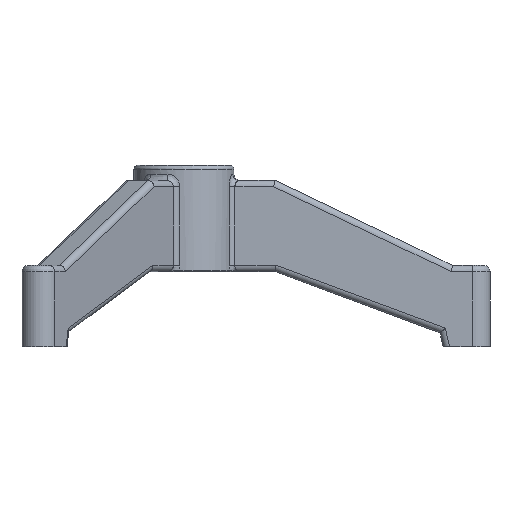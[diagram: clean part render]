
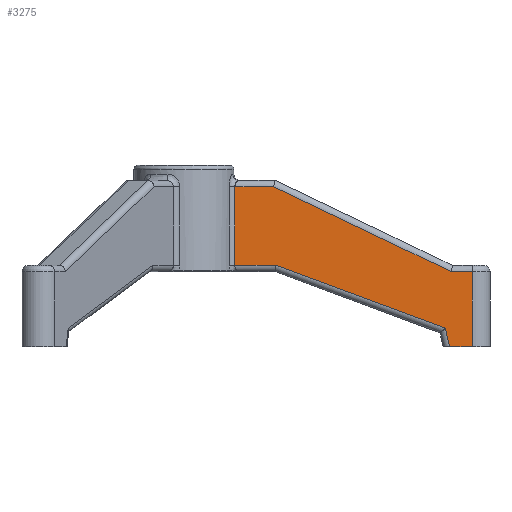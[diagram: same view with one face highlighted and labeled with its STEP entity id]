
A CAD part, left-side view. The second image highlights one B-rep face of the part: STEP entity #3275.
In plain terms, the highlighted planar face has unit normal (-1, 0, 0).
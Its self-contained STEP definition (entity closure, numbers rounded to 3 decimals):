
#91=CARTESIAN_POINT('',(-14.006,-213.865,-85.));
#92=VERTEX_POINT('',#91);
#107=CARTESIAN_POINT('',(-14.006,-230.994,-85.));
#108=VERTEX_POINT('',#107);
#109=CARTESIAN_POINT('',(-14.006,-230.994,-85.));
#110=DIRECTION('',(0.,1.0,0.0));
#111=VECTOR('',#110,17.13);
#112=LINE('',#109,#111);
#113=EDGE_CURVE('',#108,#92,#112,.T.);
#138=CARTESIAN_POINT('',(-14.006,-71.865,-17.));
#139=VERTEX_POINT('',#138);
#154=CARTESIAN_POINT('',(-14.006,-71.865,-17.));
#155=DIRECTION('',(0.,-0.902,-0.432));
#156=VECTOR('',#155,157.442);
#157=LINE('',#154,#156);
#158=EDGE_CURVE('',#139,#92,#157,.T.);
#215=CARTESIAN_POINT('',(-14.006,-230.994,-145.0));
#216=VERTEX_POINT('',#215);
#239=CARTESIAN_POINT('',(-14.006,-230.994,-85.));
#240=DIRECTION('',(0.0,0.0,-1.0));
#241=VECTOR('',#240,60.);
#242=LINE('',#239,#241);
#243=EDGE_CURVE('',#108,#216,#242,.T.);
#488=CARTESIAN_POINT('',(-14.006,-209.276,-130.254));
#489=VERTEX_POINT('',#488);
#502=CARTESIAN_POINT('',(-14.006,-73.898,-80.0));
#503=VERTEX_POINT('',#502);
#504=CARTESIAN_POINT('',(-14.006,-209.276,-130.254));
#505=DIRECTION('',(0.,0.937,0.348));
#506=VECTOR('',#505,144.405);
#507=LINE('',#504,#506);
#508=EDGE_CURVE('',#489,#503,#507,.T.);
#538=CARTESIAN_POINT('',(-14.006,-212.628,-145.0));
#539=VERTEX_POINT('',#538);
#547=CARTESIAN_POINT('',(-14.006,-212.628,-145.0));
#548=DIRECTION('',(0.,0.222,0.975));
#549=VECTOR('',#548,15.122);
#550=LINE('',#547,#549);
#551=EDGE_CURVE('',#539,#489,#550,.T.);
#562=CARTESIAN_POINT('',(-14.006,-212.628,-145.));
#563=DIRECTION('',(0.,-1.0,0.0));
#564=VECTOR('',#563,18.367);
#565=LINE('',#562,#564);
#566=EDGE_CURVE('',#539,#216,#565,.T.);
#3216=CARTESIAN_POINT('',(-14.006,-40.789,-80.0));
#3217=VERTEX_POINT('',#3216);
#3218=CARTESIAN_POINT('',(-14.006,-40.789,-80.0));
#3219=DIRECTION('',(0.,-1.0,0.0));
#3220=VECTOR('',#3219,33.109);
#3221=LINE('',#3218,#3220);
#3222=EDGE_CURVE('',#3217,#503,#3221,.T.);
#3247=CARTESIAN_POINT('',(-14.006,-37.468,-12.));
#3248=DIRECTION('',(1.0,0.,0.));
#3249=DIRECTION('',(0.,-1.0,0.));
#3250=AXIS2_PLACEMENT_3D('',#3247,#3248,#3249);
#3251=PLANE('',#3250);
#3252=CARTESIAN_POINT('',(-14.006,-40.789,-17.));
#3253=VERTEX_POINT('',#3252);
#3254=CARTESIAN_POINT('',(-14.006,-40.789,-17.));
#3255=DIRECTION('',(0.,-1.0,0.));
#3256=VECTOR('',#3255,31.075);
#3257=LINE('',#3254,#3256);
#3258=EDGE_CURVE('',#3253,#139,#3257,.T.);
#3259=ORIENTED_EDGE('',*,*,#3258,.F.);
#3260=CARTESIAN_POINT('',(-14.006,-40.789,-17.));
#3261=DIRECTION('',(0.0,0.0,-1.0));
#3262=VECTOR('',#3261,63.0);
#3263=LINE('',#3260,#3262);
#3264=EDGE_CURVE('',#3253,#3217,#3263,.T.);
#3265=ORIENTED_EDGE('',*,*,#3264,.T.);
#3266=ORIENTED_EDGE('',*,*,#3222,.T.);
#3267=ORIENTED_EDGE('',*,*,#508,.F.);
#3268=ORIENTED_EDGE('',*,*,#551,.F.);
#3269=ORIENTED_EDGE('',*,*,#566,.T.);
#3270=ORIENTED_EDGE('',*,*,#243,.F.);
#3271=ORIENTED_EDGE('',*,*,#113,.T.);
#3272=ORIENTED_EDGE('',*,*,#158,.F.);
#3273=EDGE_LOOP('',(#3259,#3265,#3266,#3267,#3268,#3269,#3270,#3271,#3272));
#3274=FACE_OUTER_BOUND('',#3273,.T.);
#3275=ADVANCED_FACE('',(#3274),#3251,.F.);
